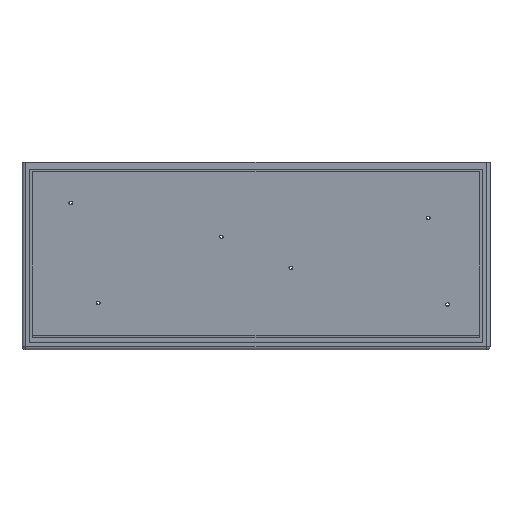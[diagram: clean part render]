
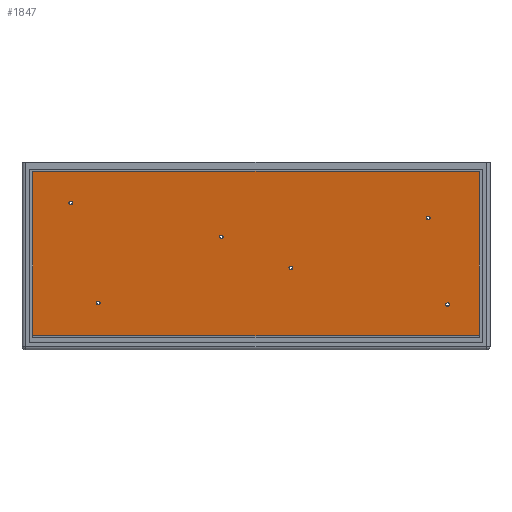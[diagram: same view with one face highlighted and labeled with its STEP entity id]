
A CAD part, top view. The second image highlights one B-rep face of the part: STEP entity #1847.
In plain terms, the highlighted planar face has unit normal (0, -0.122, 0.993).
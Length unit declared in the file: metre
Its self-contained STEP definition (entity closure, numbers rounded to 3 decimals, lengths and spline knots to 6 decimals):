
#77=CIRCLE('',#2014,0.001);
#78=CIRCLE('',#2015,0.001);
#79=CIRCLE('',#2016,0.001);
#80=CIRCLE('',#2017,0.001);
#81=CIRCLE('',#2018,0.001);
#82=CIRCLE('',#2019,0.001);
#273=ORIENTED_EDGE('',*,*,#775,.T.);
#274=ORIENTED_EDGE('',*,*,#776,.T.);
#275=ORIENTED_EDGE('',*,*,#777,.T.);
#276=ORIENTED_EDGE('',*,*,#778,.T.);
#277=ORIENTED_EDGE('',*,*,#779,.T.);
#278=ORIENTED_EDGE('',*,*,#780,.T.);
#279=ORIENTED_EDGE('',*,*,#781,.F.);
#280=ORIENTED_EDGE('',*,*,#782,.T.);
#281=ORIENTED_EDGE('',*,*,#774,.T.);
#282=ORIENTED_EDGE('',*,*,#783,.F.);
#774=EDGE_CURVE('',#1019,#1021,#1166,.T.);
#775=EDGE_CURVE('',#1022,#1022,#77,.T.);
#776=EDGE_CURVE('',#1023,#1023,#78,.T.);
#777=EDGE_CURVE('',#1024,#1024,#79,.T.);
#778=EDGE_CURVE('',#1025,#1025,#80,.T.);
#779=EDGE_CURVE('',#1026,#1026,#81,.T.);
#780=EDGE_CURVE('',#1027,#1027,#82,.T.);
#781=EDGE_CURVE('',#1028,#1029,#1167,.T.);
#782=EDGE_CURVE('',#1028,#1019,#1168,.T.);
#783=EDGE_CURVE('',#1029,#1021,#1169,.T.);
#1019=VERTEX_POINT('',#2954);
#1021=VERTEX_POINT('',#2958);
#1022=VERTEX_POINT('',#2962);
#1023=VERTEX_POINT('',#2964);
#1024=VERTEX_POINT('',#2966);
#1025=VERTEX_POINT('',#2968);
#1026=VERTEX_POINT('',#2970);
#1027=VERTEX_POINT('',#2972);
#1028=VERTEX_POINT('',#2974);
#1029=VERTEX_POINT('',#2975);
#1166=LINE('',#2959,#1347);
#1167=LINE('',#2973,#1348);
#1168=LINE('',#2976,#1349);
#1169=LINE('',#2977,#1350);
#1347=VECTOR('',#2339,1.);
#1348=VECTOR('',#2354,1.);
#1349=VECTOR('',#2355,1.);
#1350=VECTOR('',#2356,1.);
#1472=EDGE_LOOP('',(#273));
#1473=EDGE_LOOP('',(#274));
#1474=EDGE_LOOP('',(#275));
#1475=EDGE_LOOP('',(#276));
#1476=EDGE_LOOP('',(#277));
#1477=EDGE_LOOP('',(#278));
#1478=EDGE_LOOP('',(#279,#280,#281,#282));
#1637=FACE_BOUND('',#1472,.T.);
#1638=FACE_BOUND('',#1473,.T.);
#1639=FACE_BOUND('',#1474,.T.);
#1640=FACE_BOUND('',#1475,.T.);
#1641=FACE_BOUND('',#1476,.T.);
#1642=FACE_BOUND('',#1477,.T.);
#1643=FACE_BOUND('',#1478,.T.);
#1779=PLANE('',#2013);
#1847=ADVANCED_FACE('',(#1637,#1638,#1639,#1640,#1641,#1642,#1643),#1779,
 .F.);
#2013=AXIS2_PLACEMENT_3D('',#2960,#2340,#2341);
#2014=AXIS2_PLACEMENT_3D('',#2961,#2342,#2343);
#2015=AXIS2_PLACEMENT_3D('',#2963,#2344,#2345);
#2016=AXIS2_PLACEMENT_3D('',#2965,#2346,#2347);
#2017=AXIS2_PLACEMENT_3D('',#2967,#2348,#2349);
#2018=AXIS2_PLACEMENT_3D('',#2969,#2350,#2351);
#2019=AXIS2_PLACEMENT_3D('',#2971,#2352,#2353);
#2339=DIRECTION('',(-1.,0.,0.));
#2340=DIRECTION('',(0.,0.122,-0.993));
#2341=DIRECTION('',(0.,0.993,0.122));
#2342=DIRECTION('',(0.,0.122,-0.993));
#2343=DIRECTION('',(0.,0.993,0.122));
#2344=DIRECTION('',(0.,0.122,-0.993));
#2345=DIRECTION('',(0.,0.993,0.122));
#2346=DIRECTION('',(0.,0.122,-0.993));
#2347=DIRECTION('',(0.,0.993,0.122));
#2348=DIRECTION('',(0.,0.122,-0.993));
#2349=DIRECTION('',(0.,0.993,0.122));
#2350=DIRECTION('',(0.,0.122,-0.993));
#2351=DIRECTION('',(0.,0.993,0.122));
#2352=DIRECTION('',(0.,0.122,-0.993));
#2353=DIRECTION('',(0.,0.993,0.122));
#2354=DIRECTION('',(-1.,0.,0.));
#2355=DIRECTION('',(0.,0.993,0.122));
#2356=DIRECTION('',(0.,0.993,0.122));
#2954=CARTESIAN_POINT('',(0.122,0.022212,0.016976));
#2958=CARTESIAN_POINT('',(-0.122,0.022212,0.016976));
#2959=CARTESIAN_POINT('',(0.128,0.022212,0.016976));
#2960=CARTESIAN_POINT('',(0.128,-0.023172,0.011403));
#2961=CARTESIAN_POINT('',(-0.101373,0.004119,0.014754));
#2962=CARTESIAN_POINT('',(-0.101373,0.005112,0.014876));
#2963=CARTESIAN_POINT('',(0.094251,-0.004068,0.013749));
#2964=CARTESIAN_POINT('',(0.094251,-0.003075,0.013871));
#2965=CARTESIAN_POINT('',(0.104823,-0.051459,0.00793));
#2966=CARTESIAN_POINT('',(0.104823,-0.050466,0.008052));
#2967=CARTESIAN_POINT('',(0.019046,-0.031358,0.010398));
#2968=CARTESIAN_POINT('',(0.019046,-0.030366,0.01052));
#2969=CARTESIAN_POINT('',(-0.019025,-0.014384,0.012482));
#2970=CARTESIAN_POINT('',(-0.019025,-0.013392,0.012604));
#2971=CARTESIAN_POINT('',(-0.086221,-0.050544,0.008042));
#2972=CARTESIAN_POINT('',(-0.086221,-0.049551,0.008164));
#2973=CARTESIAN_POINT('',(0.128,-0.068556,0.005831));
#2974=CARTESIAN_POINT('',(0.122,-0.068556,0.005831));
#2975=CARTESIAN_POINT('',(-0.122,-0.068556,0.005831));
#2976=CARTESIAN_POINT('',(0.122,-0.076833,0.004815));
#2977=CARTESIAN_POINT('',(-0.122,-0.076833,0.004815));
